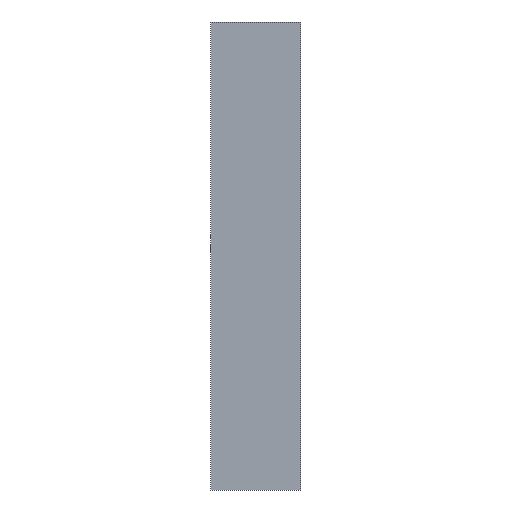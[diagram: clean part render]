
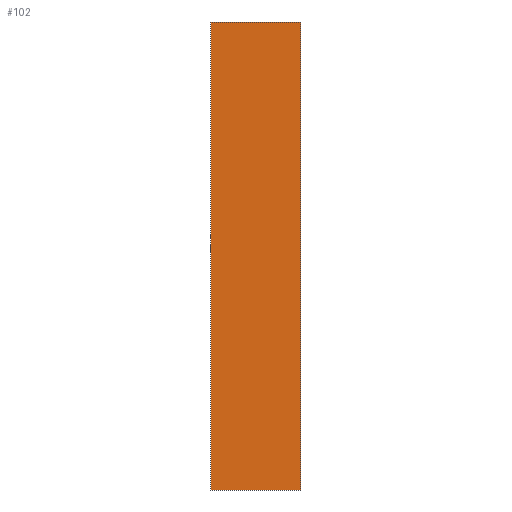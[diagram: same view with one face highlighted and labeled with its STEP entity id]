
A CAD part, front view. The second image highlights one B-rep face of the part: STEP entity #102.
In plain terms, the highlighted planar face has unit normal (0, -1, 0).
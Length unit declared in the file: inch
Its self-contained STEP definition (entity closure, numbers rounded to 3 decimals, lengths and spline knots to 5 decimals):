
#16=FACE_OUTER_BOUND('',#22,.T.);
#22=EDGE_LOOP('',(#72,#73,#74,#75));
#28=LINE('',#152,#40);
#29=LINE('',#154,#41);
#30=LINE('',#156,#42);
#31=LINE('',#157,#43);
#40=VECTOR('',#126,936.);
#41=VECTOR('',#127,180.);
#42=VECTOR('',#128,936.);
#43=VECTOR('',#129,180.);
#52=VERTEX_POINT('',#150);
#53=VERTEX_POINT('',#151);
#54=VERTEX_POINT('',#153);
#55=VERTEX_POINT('',#155);
#60=EDGE_CURVE('',#52,#53,#28,.T.);
#61=EDGE_CURVE('',#53,#54,#29,.T.);
#62=EDGE_CURVE('',#54,#55,#30,.T.);
#63=EDGE_CURVE('',#55,#52,#31,.T.);
#72=ORIENTED_EDGE('',*,*,#60,.T.);
#73=ORIENTED_EDGE('',*,*,#61,.T.);
#74=ORIENTED_EDGE('',*,*,#62,.T.);
#75=ORIENTED_EDGE('',*,*,#63,.T.);
#96=PLANE('',#116);
#102=ADVANCED_FACE('',(#16),#96,.F.);
#116=AXIS2_PLACEMENT_3D('',#149,#124,#125);
#124=DIRECTION('center_axis',(0.,1.,0.));
#125=DIRECTION('ref_axis',(1.,0.,0.));
#126=DIRECTION('',(0.,0.,-1.));
#127=DIRECTION('',(1.,0.,0.));
#128=DIRECTION('',(0.,0.,1.));
#129=DIRECTION('',(-1.,0.,0.));
#149=CARTESIAN_POINT('Origin',(0.,0.,0.));
#150=CARTESIAN_POINT('',(-90.,0.,468.));
#151=CARTESIAN_POINT('',(-90.,0.,-468.));
#152=CARTESIAN_POINT('',(-90.,0.,468.));
#153=CARTESIAN_POINT('',(90.,0.,-468.));
#154=CARTESIAN_POINT('',(-90.,0.,-468.));
#155=CARTESIAN_POINT('',(90.,0.,468.));
#156=CARTESIAN_POINT('',(90.,0.,-468.));
#157=CARTESIAN_POINT('',(90.,0.,468.));
